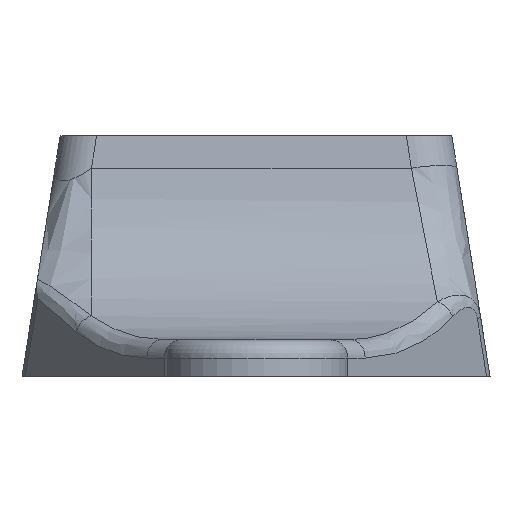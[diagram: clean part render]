
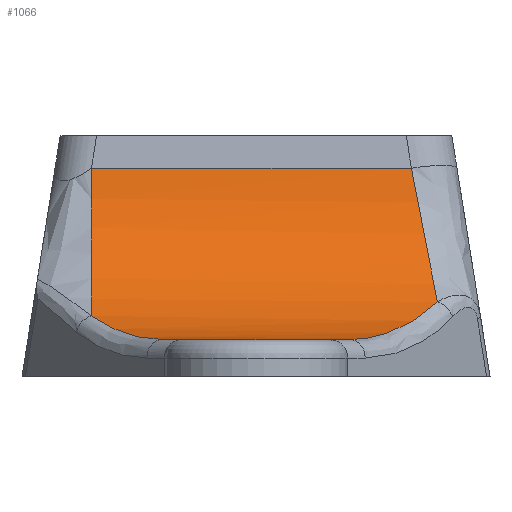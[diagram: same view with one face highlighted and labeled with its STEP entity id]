
A CAD part, left-side view. The second image highlights one B-rep face of the part: STEP entity #1066.
In plain terms, the highlighted cylindrical face has radius 11 mm (diameter 22 mm), a partial arc.
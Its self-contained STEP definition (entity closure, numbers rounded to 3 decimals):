
#26=CYLINDRICAL_SURFACE('',#1173,11.);
#48=ELLIPSE('',#1159,13.7,11.);
#50=ELLIPSE('',#1163,13.7,11.);
#54=ELLIPSE('',#1174,11.206,11.);
#85=B_SPLINE_CURVE_WITH_KNOTS('',3,(#2251,#2252,#2253,#2254,#2255,#2256,
#2257,#2258,#2259,#2260,#2261),.UNSPECIFIED.,.F.,.F.,(4,2,3,2,4),(0.9,
0.91,0.97,1.03,1.04),
 .UNSPECIFIED.);
#140=CIRCLE('',#1168,11.);
#184=FACE_OUTER_BOUND('',#248,.T.);
#248=EDGE_LOOP('',(#844,#845,#846,#847,#848,#849,#850,#851));
#317=LINE('',#2244,#391);
#318=LINE('',#2249,#392);
#319=LINE('',#2264,#393);
#391=VECTOR('',#1376,10.);
#392=VECTOR('',#1381,10.);
#393=VECTOR('',#1386,10.);
#485=VERTEX_POINT('',#1993);
#491=VERTEX_POINT('',#2062);
#494=VERTEX_POINT('',#2119);
#496=VERTEX_POINT('',#2147);
#501=VERTEX_POINT('',#2239);
#502=VERTEX_POINT('',#2243);
#504=VERTEX_POINT('',#2247);
#505=VERTEX_POINT('',#2262);
#616=EDGE_CURVE('',#494,#491,#48,.T.);
#621=EDGE_CURVE('',#496,#485,#50,.T.);
#629=EDGE_CURVE('',#501,#491,#140,.T.);
#631=EDGE_CURVE('',#502,#485,#317,.T.);
#634=EDGE_CURVE('',#494,#504,#318,.T.);
#635=EDGE_CURVE('',#502,#504,#85,.F.);
#636=EDGE_CURVE('',#505,#496,#54,.T.);
#637=EDGE_CURVE('',#505,#501,#319,.T.);
#844=ORIENTED_EDGE('',*,*,#616,.F.);
#845=ORIENTED_EDGE('',*,*,#634,.T.);
#846=ORIENTED_EDGE('',*,*,#635,.F.);
#847=ORIENTED_EDGE('',*,*,#631,.T.);
#848=ORIENTED_EDGE('',*,*,#621,.F.);
#849=ORIENTED_EDGE('',*,*,#636,.F.);
#850=ORIENTED_EDGE('',*,*,#637,.T.);
#851=ORIENTED_EDGE('',*,*,#629,.T.);
#1066=ADVANCED_FACE('',(#184),#26,.F.);
#1159=AXIS2_PLACEMENT_3D('',#2121,#1348,#1349);
#1163=AXIS2_PLACEMENT_3D('',#2149,#1358,#1359);
#1168=AXIS2_PLACEMENT_3D('',#2240,#1370,#1371);
#1173=AXIS2_PLACEMENT_3D('',#2250,#1382,#1383);
#1174=AXIS2_PLACEMENT_3D('',#2263,#1384,#1385);
#1348=DIRECTION('center_axis',(0.596,-0.803,0.));
#1349=DIRECTION('ref_axis',(0.803,0.596,0.));
#1358=DIRECTION('center_axis',(0.596,0.803,0.));
#1359=DIRECTION('ref_axis',(0.803,-0.596,0.));
#1370=DIRECTION('center_axis',(0.,1.,0.));
#1371=DIRECTION('ref_axis',(0.988,0.,-0.156));
#1376=DIRECTION('',(0.,-1.,0.));
#1381=DIRECTION('',(0.,-1.,0.));
#1382=DIRECTION('center_axis',(0.,1.,0.));
#1383=DIRECTION('ref_axis',(0.649,0.,-0.76));
#1384=DIRECTION('center_axis',(0.,0.982,-0.191));
#1385=DIRECTION('ref_axis',(0.,-0.191,-0.982));
#1386=DIRECTION('',(0.,1.,0.));
#1993=CARTESIAN_POINT('',(138.337,-5.082,2.));
#2062=CARTESIAN_POINT('',(143.493,8.911,3.284));
#2119=CARTESIAN_POINT('',(138.337,5.082,2.));
#2121=CARTESIAN_POINT('Origin',(138.337,5.082,13.));
#2147=CARTESIAN_POINT('',(144.722,-9.823,4.043));
#2149=CARTESIAN_POINT('Origin',(138.337,-5.082,13.));
#2239=CARTESIAN_POINT('',(149.201,8.911,11.279));
#2240=CARTESIAN_POINT('Origin',(138.337,8.911,13.));
#2243=CARTESIAN_POINT('',(138.337,-0.704,2.));
#2244=CARTESIAN_POINT('',(138.337,-6.235,2.));
#2247=CARTESIAN_POINT('',(138.337,0.704,2.));
#2249=CARTESIAN_POINT('',(138.337,-6.235,2.));
#2250=CARTESIAN_POINT('Origin',(138.337,-6.235,13.));
#2251=CARTESIAN_POINT('Ctrl Pts',(138.337,0.704,2.));
#2252=CARTESIAN_POINT('Ctrl Pts',(138.351,0.674,2.));
#2253=CARTESIAN_POINT('Ctrl Pts',(138.365,0.644,2.));
#2254=CARTESIAN_POINT('Ctrl Pts',(138.46,0.415,2.));
#2255=CARTESIAN_POINT('Ctrl Pts',(138.5,0.201,2.001));
#2256=CARTESIAN_POINT('Ctrl Pts',(138.5,0.,2.001));
#2257=CARTESIAN_POINT('Ctrl Pts',(138.5,-0.201,2.001));
#2258=CARTESIAN_POINT('Ctrl Pts',(138.46,-0.415,2.));
#2259=CARTESIAN_POINT('Ctrl Pts',(138.365,-0.644,2.));
#2260=CARTESIAN_POINT('Ctrl Pts',(138.351,-0.674,2.));
#2261=CARTESIAN_POINT('Ctrl Pts',(138.337,-0.704,2.));
#2262=CARTESIAN_POINT('',(149.201,-8.417,11.279));
#2263=CARTESIAN_POINT('Origin',(138.337,-8.082,13.));
#2264=CARTESIAN_POINT('',(149.201,-6.235,11.279));
